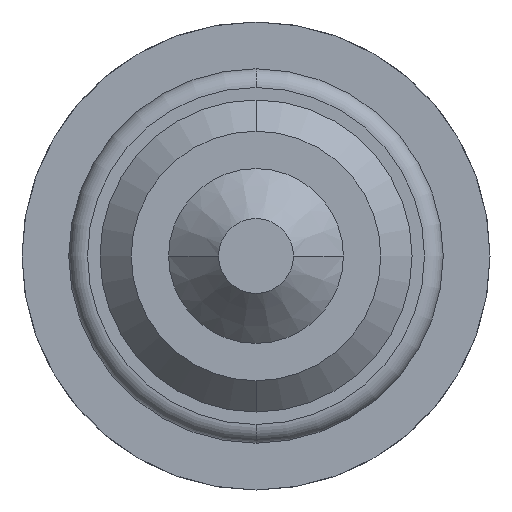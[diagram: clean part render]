
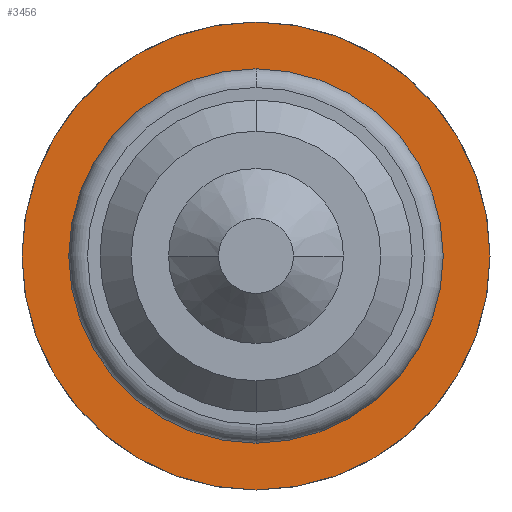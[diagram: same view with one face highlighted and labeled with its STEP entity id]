
A CAD part, front view. The second image highlights one B-rep face of the part: STEP entity #3456.
In plain terms, the highlighted planar face has unit normal (0, -1, 0).
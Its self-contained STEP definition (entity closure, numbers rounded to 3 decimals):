
#141 = EDGE_CURVE ( 'Defeature ausgef�hrt2_5+Defeature ausgef�hrt2_6+Defeature ausgef�hrt2_6+Defeature ausgef�hrt2_6', #4094, #1405, #3484, .T. ) ;
#170 = EDGE_CURVE ( 'Defeature ausgef�hrt2_5+Defeature ausgef�hrt2_6+Defeature ausgef�hrt2_6+Defeature ausgef�hrt2_6', #1405, #4094, #3583, .T. ) ;
#413 = DIRECTION ( 'NONE',  ( 0., -1., 0. ) ) ;
#453 = CIRCLE ( 'NONE', #3133, 1.5 ) ;
#528 = DIRECTION ( 'NONE',  ( 0., 0., -1. ) ) ;
#532 = ORIENTED_EDGE ( 'NONE', *, *, #170, .T. ) ;
#599 = DIRECTION ( 'NONE',  ( 0., -1., 0. ) ) ;
#651 = CARTESIAN_POINT ( 'NONE',  ( 0., 20., 0. ) ) ;
#915 = DIRECTION ( 'NONE',  ( 0., 0., -1. ) ) ;
#948 = CARTESIAN_POINT ( 'NONE',  ( 0., 20., 0. ) ) ;
#1038 = CARTESIAN_POINT ( 'NONE',  ( 0., 20., 0. ) ) ;
#1320 = AXIS2_PLACEMENT_3D ( 'NONE', #948, #2947, #3559 ) ;
#1383 = CIRCLE ( 'NONE', #2759, 1.5 ) ;
#1405 = VERTEX_POINT ( 'NONE', #2069 ) ;
#1417 = ORIENTED_EDGE ( 'NONE', *, *, #141, .T. ) ;
#1508 = CARTESIAN_POINT ( 'NONE',  ( 0., 20., 1.5 ) ) ;
#1556 = ORIENTED_EDGE ( 'NONE', *, *, #2297, .F. ) ;
#1562 = AXIS2_PLACEMENT_3D ( 'NONE', #651, #2310, #2006 ) ;
#1768 = CARTESIAN_POINT ( 'NONE',  ( 0., 20., -1.5 ) ) ;
#1782 = PLANE ( 'NONE',  #3221 ) ;
#1933 = VERTEX_POINT ( 'NONE', #1768 ) ;
#2006 = DIRECTION ( 'NONE',  ( 0., 0., -1. ) ) ;
#2069 = CARTESIAN_POINT ( 'NONE',  ( 0., 20., 1.875 ) ) ;
#2133 = CARTESIAN_POINT ( 'NONE',  ( 0., 20., -1.875 ) ) ;
#2297 = EDGE_CURVE ( 'Defeature ausgef�hrt2_4+Defeature ausgef�hrt2_5+Defeature ausgef�hrt2_5+Defeature ausgef�hrt2_5', #1933, #3444, #1383, .T. ) ;
#2310 = DIRECTION ( 'NONE',  ( 0., -1., 0. ) ) ;
#2317 = EDGE_LOOP ( 'NONE', ( #1556, #2719 ) ) ;
#2344 = FACE_BOUND ( 'NONE', #2317, .T. ) ;
#2719 = ORIENTED_EDGE ( 'NONE', *, *, #4194, .F. ) ;
#2759 = AXIS2_PLACEMENT_3D ( 'NONE', #1038, #413, #3987 ) ;
#2947 = DIRECTION ( 'NONE',  ( 0., -1., 0. ) ) ;
#3112 = EDGE_LOOP ( 'NONE', ( #1417, #532 ) ) ;
#3133 = AXIS2_PLACEMENT_3D ( 'NONE', #3509, #599, #915 ) ;
#3221 = AXIS2_PLACEMENT_3D ( 'NONE', #3450, #3754, #528 ) ;
#3407 = FACE_OUTER_BOUND ( 'NONE', #3112, .T. ) ;
#3444 = VERTEX_POINT ( 'NONE', #1508 ) ;
#3450 = CARTESIAN_POINT ( 'NONE',  ( 1.5, 20., 0. ) ) ;
#3456 = ADVANCED_FACE ( 'Defeature ausgef�hrt2_5', ( #3407, #2344 ), #1782, .T. ) ;
#3484 = CIRCLE ( 'NONE', #1562, 1.875 ) ;
#3509 = CARTESIAN_POINT ( 'NONE',  ( 0., 20., 0. ) ) ;
#3559 = DIRECTION ( 'NONE',  ( 0., 0., -1. ) ) ;
#3583 = CIRCLE ( 'NONE', #1320, 1.875 ) ;
#3754 = DIRECTION ( 'NONE',  ( 0., -1., 0. ) ) ;
#3987 = DIRECTION ( 'NONE',  ( 0., 0., -1. ) ) ;
#4094 = VERTEX_POINT ( 'NONE', #2133 ) ;
#4194 = EDGE_CURVE ( 'Defeature ausgef�hrt2_4+Defeature ausgef�hrt2_5+Defeature ausgef�hrt2_5+Defeature ausgef�hrt2_5', #3444, #1933, #453, .T. ) ;
